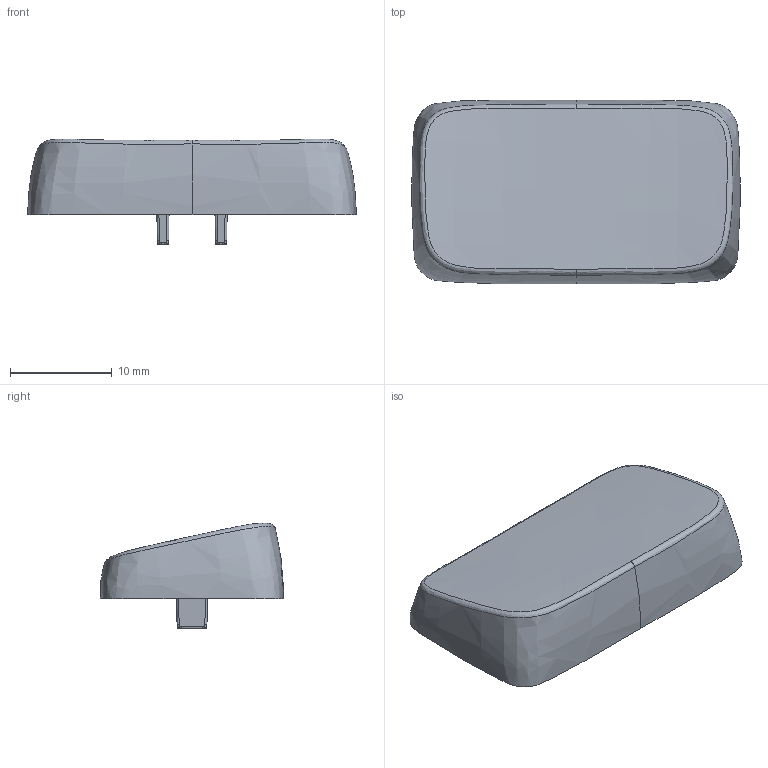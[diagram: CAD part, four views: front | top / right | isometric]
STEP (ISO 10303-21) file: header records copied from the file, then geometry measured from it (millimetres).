
FILE_DESCRIPTION(/* description */ ('','CAx-IF Rec.Pracs.---Representation and Presentation of Product Manufacturing Information (PMI)---4.0---2014-10-13'),/* implementation_level */ '2;1');
FILE_NAME(/* name */ 'R2_175.step',/* time_stamp */ '2024-12-05T00:09:53+08:00',/* author */ (''),/* organization */ (''),/* preprocessor_version */ 'ST-DEVELOPER v20',/* originating_system */ 'Autodesk Translation Framework v13.20.0.188',/* authorisation */ '');
FILE_SCHEMA (('AP242_MANAGED_MODEL_BASED_3D_ENGINEERING_MIM_LF { 1 0 10303 442 1 1 4 }'));
Length unit declared in the file: millimetre
Products named in the file (1): R2_175
Bounding box: 32.28 x 18 x 10.41 mm (x, y, z)
Volume: 2711.9 mm3; surface area: 1715.3 mm2
Topology: 1 solids, 1 shells, 139 faces, 444 edges, 310 vertices
Faces by surface type: bspline 103, cylinder 24, plane 12
Entity records: 15532 total; most frequent: CARTESIAN_POINT 12064, ORIENTED_EDGE 888, DIRECTION 506, EDGE_CURVE 444, VERTEX_POINT 310, AXIS2_PLACEMENT_3D 229, B_SPLINE_CURVE_WITH_KNOTS 204, CIRCLE 192
